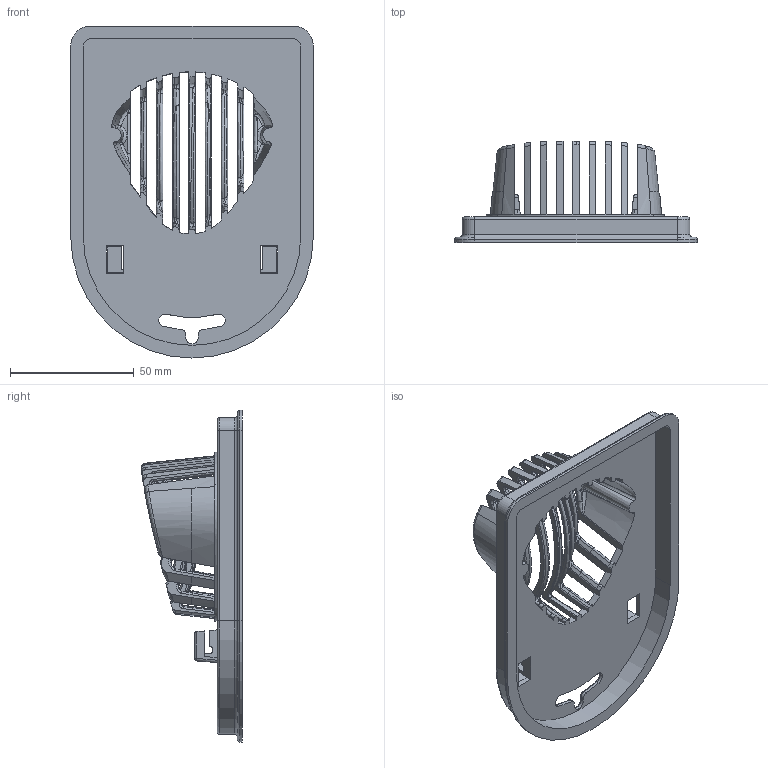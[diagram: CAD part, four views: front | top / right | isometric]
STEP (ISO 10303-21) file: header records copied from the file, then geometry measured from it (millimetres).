
FILE_DESCRIPTION (( 'STEP AP203' ), '1' );
FILE_NAME ('egg cutter final step.STEP', '2017-06-26T12:04:15', ( '' ), ( '' ), 'SwSTEP 2.0', 'SolidWorks 2016', '' );
FILE_SCHEMA (( 'CONFIG_CONTROL_DESIGN' ));
Length unit declared in the file: millimetre
Products named in the file (1): egg cutter final step
Bounding box: 97.92 x 40.76 x 134.01 mm (x, y, z)
Volume: 34677.4 mm3; surface area: 37144.6 mm2
Topology: 1 solids, 1 shells, 471 faces, 1282 edges, 796 vertices
Faces by surface type: bspline 247, cylinder 94, plane 85, cone 19, torus 18, sphere 8
Entity records: 52129 total; most frequent: CARTESIAN_POINT 42274, ORIENTED_EDGE 2544, DIRECTION 1330, EDGE_CURVE 1272, VERTEX_POINT 792, B_SPLINE_CURVE_WITH_KNOTS 613, EDGE_LOOP 482, AXIS2_PLACEMENT_3D 480
